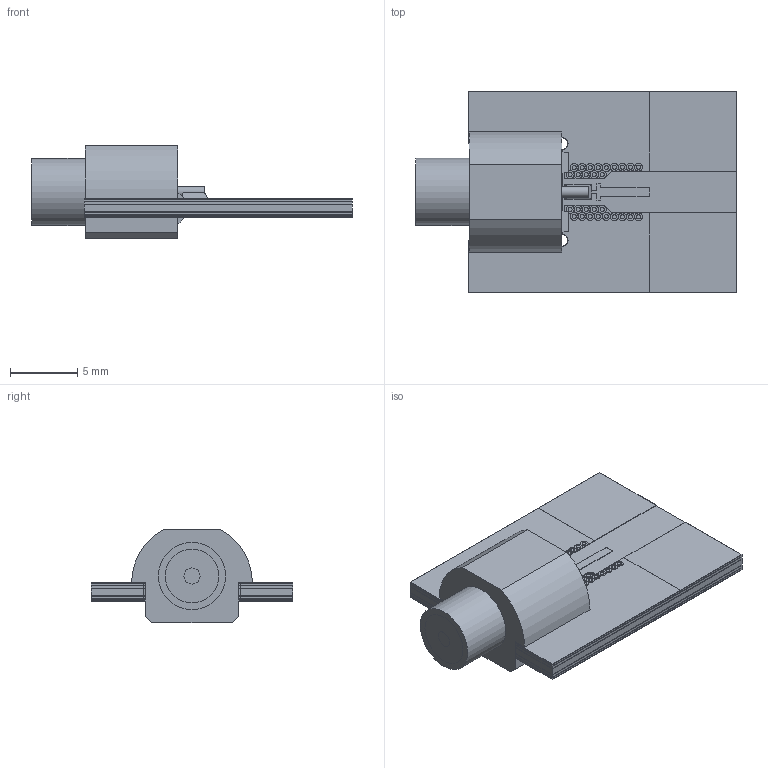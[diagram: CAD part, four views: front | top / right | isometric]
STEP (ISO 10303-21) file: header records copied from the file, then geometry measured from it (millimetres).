
FILE_DESCRIPTION(('FreeCAD Model'),'2;1');
FILE_NAME('Open CASCADE Shape Model','2023-05-25T21:38:51',(''),(''), 'Open CASCADE STEP processor 7.6','FreeCAD','Unknown');
FILE_SCHEMA(('AUTOMOTIVE_DESIGN { 1 0 10303 214 1 1 1 1 }'));
Length unit declared in the file: millimetre
Products named in the file (80): Aisler6LayerHD_SMA_v2; Conductor; L01; l01_gnd_north; l01_gnd_south_mirror; l01_rf_trace; l01_port_gnd; l01_port_gnd_mirror; L02; l02_gnd_north; l02_gnd_south_mirror; l02_neg; l02_port_gnd; l02_port_gnd_mirror; L03; l03_gnd; l03_neg; l03_port_gnd; L04; l04_gnd; l04_port_gnd; L05; l05_gnd; l05_port_gnd; L06; l06_gnd; l06_port_gnd; Substrate; sub01_prepreg; sub02_core; sub03_prepreg; sub04_core; sub05_prepreg; Edge_Plating; edge_plating; edge_plating_mirror; Connector; conn_sub; conn_inner_cond; conn_outer_body ...
Assembly tree (79 placements, depth 4):
  Aisler6LayerHD_SMA_v2
    Conductor
      L01
        l01_gnd_north
        l01_gnd_south_mirror
        l01_rf_trace
        l01_port_gnd
        l01_port_gnd_mirror
      L02
        l02_gnd_north
        l02_gnd_south_mirror
        l02_neg
        l02_port_gnd
        l02_port_gnd_mirror
      L03
        l03_gnd
        l03_neg
        l03_port_gnd
      L04
        l04_gnd
        l04_port_gnd
      L05
        l05_gnd
        l05_port_gnd
      L06
        l06_gnd
        l06_port_gnd
    Substrate
      sub01_prepreg
      sub02_core
      sub03_prepreg
      sub04_core
      sub05_prepreg
    Edge_Plating
      edge_plating
      edge_plating_mirror
    Connector
      conn_sub
      conn_inner_cond
      conn_outer_body
    Via_Trans_region
      via0
        via0_1
        via0_2
        via0_3
        via0_4
        via0_5
      via1
        via1_1
        via1_2
        via1_3
        via1_4
        via1_5
      via_trans_region_mirror
        via0_1_mirror
        via1_1_mirror
        via1_2_mirror
        via1_3_mirror
        via1_4_mirror
        via0_2_mirror
Bounding box: 23.92 x 15 x 7 mm (x, y, z)
Volume: 794.4 mm3; surface area: 6328.5 mm2
Topology: 61 solids, 61 shells, 495 faces, 950 edges, 641 vertices
Faces by surface type: plane 389, cylinder 99, bspline 4, cone 3
Full cylindrical faces by diameter (mm): 0.3 x28, 0.6 x28, 0.79 x1, 0.85 x1, 1.2 x2, 1.5 x1, 2.5 x3, 4 x4, 5 x1
Entity records: 27100 total; most frequent: CARTESIAN_POINT 4663, DIRECTION 4114, LINE 2364, VECTOR 2364, ORIENTED_EDGE 1900, PCURVE 1900, DEFINITIONAL_REPRESENTATION 1900, EDGE_CURVE 950
